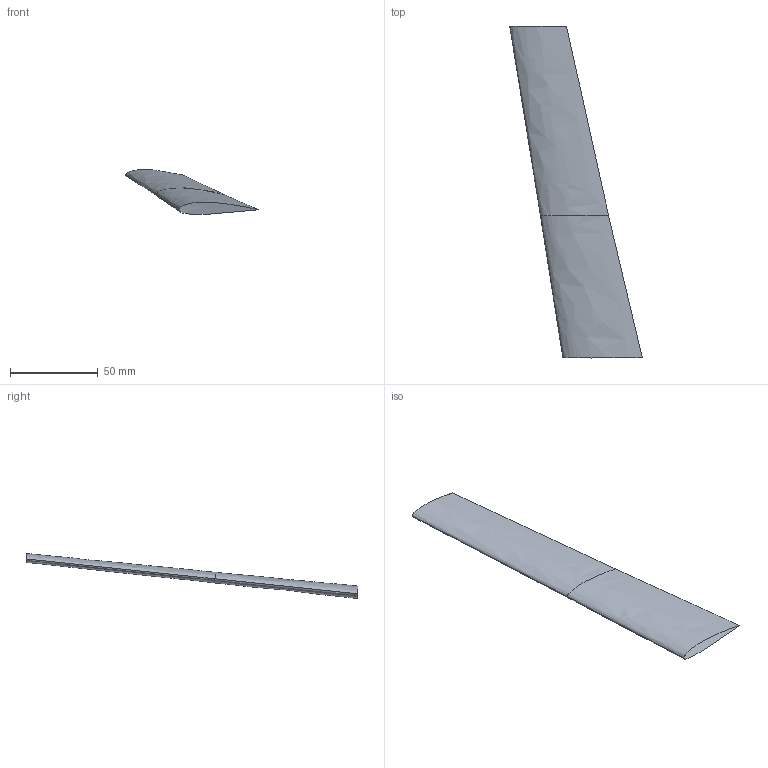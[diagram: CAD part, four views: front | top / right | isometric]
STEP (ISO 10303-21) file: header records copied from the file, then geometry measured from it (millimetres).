
FILE_DESCRIPTION(('Open CASCADE Model'),'2;1');
FILE_NAME('Open CASCADE Shape Model','2022-05-03T14:45:54',('Author'),( 'Open CASCADE'),'Open CASCADE STEP processor 7.6','Open CASCADE 7.6' ,'Unknown');
FILE_SCHEMA(('AUTOMOTIVE_DESIGN { 1 0 10303 214 1 1 1 1 }'));
Length unit declared in the file: millimetre
Products named in the file (7): Open CASCADE STEP translator 7.6 1; Open CASCADE STEP translator 7.6 1.1; Open CASCADE STEP translator 7.6 1.2; Open CASCADE STEP translator 7.6 1.3; Open CASCADE STEP translator 7.6 1.4; Open CASCADE STEP translator 7.6 1.5; Open CASCADE STEP translator 7.6 1.6
Assembly tree (6 placements, depth 2):
  Open CASCADE STEP translator 7.6 1
    Open CASCADE STEP translator 7.6 1.1
    Open CASCADE STEP translator 7.6 1.2
    Open CASCADE STEP translator 7.6 1.3
    Open CASCADE STEP translator 7.6 1.4
    Open CASCADE STEP translator 7.6 1.5
    Open CASCADE STEP translator 7.6 1.6
Bounding box: 75.44 x 189 x 25.59 mm (x, y, z)
Surface area: 14791.3 mm2 (no closed solid volume)
Topology: 0 solids, 6 shells, 6 faces, 24 edges, 20 vertices
Faces by surface type: bspline 6
Entity records: 3824 total; most frequent: CARTESIAN_POINT 3471, DIRECTION 34, ORIENTED_EDGE 20, EDGE_CURVE 20, VERTEX_POINT 20, SURFACE_CURVE 20, B_SPLINE_CURVE_WITH_KNOTS 20, PCURVE 20
